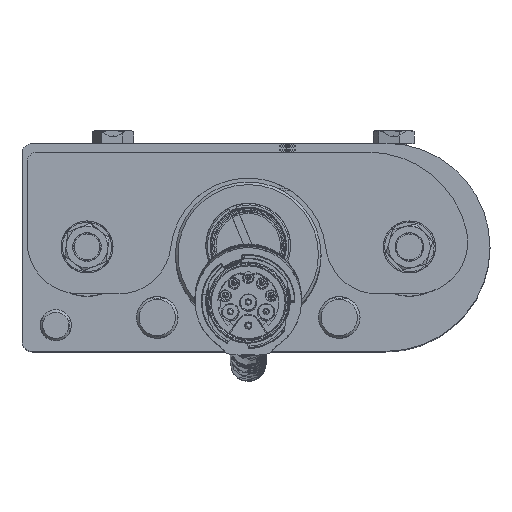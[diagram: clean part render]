
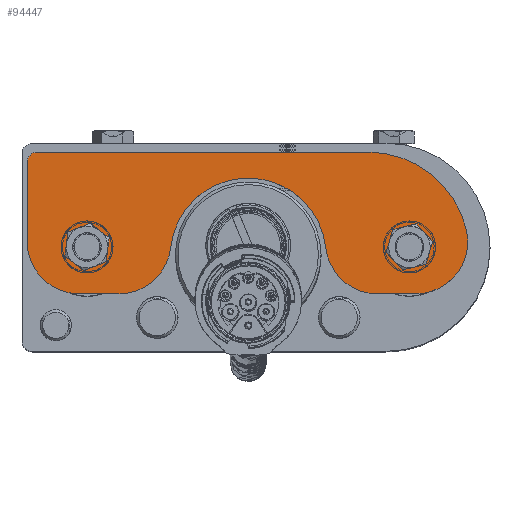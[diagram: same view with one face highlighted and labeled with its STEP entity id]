
A CAD part, top view. The second image highlights one B-rep face of the part: STEP entity #94447.
In plain terms, the highlighted face is planar.
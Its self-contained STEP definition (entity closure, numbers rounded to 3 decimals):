
#562 = CARTESIAN_POINT ( 'NONE',  ( 42.5, 16.25, -2.5 ) ) ;
#868 = VERTEX_POINT ( 'NONE', #48107 ) ;
#1985 = DIRECTION ( 'NONE',  ( 0., 0., 1. ) ) ;
#2600 = AXIS2_PLACEMENT_3D ( 'NONE', #67998, #38060, #14533 ) ;
#3018 = AXIS2_PLACEMENT_3D ( 'NONE', #6728, #37230, #78930 ) ;
#4205 = CIRCLE ( 'NONE', #2600, 2.75 ) ;
#4305 = VERTEX_POINT ( 'NONE', #37890 ) ;
#6728 = CARTESIAN_POINT ( 'NONE',  ( 0., -1.75, -2.5 ) ) ;
#8175 = VECTOR ( 'NONE', #72055, 1000. ) ;
#9205 = ORIENTED_EDGE ( 'NONE', *, *, #64382, .T. ) ;
#9240 = DIRECTION ( 'NONE',  ( 1., 0., 0. ) ) ;
#10554 = VERTEX_POINT ( 'NONE', #79966 ) ;
#11216 = CARTESIAN_POINT ( 'NONE',  ( 42.5, 18.25, -2.5 ) ) ;
#12408 = CARTESIAN_POINT ( 'NONE',  ( 32.5, 1., -2.5 ) ) ;
#12551 = CIRCLE ( 'NONE', #3018, 15. ) ;
#13818 = CARTESIAN_POINT ( 'NONE',  ( 32.5, -9., -2.5 ) ) ;
#14533 = DIRECTION ( 'NONE',  ( 1., 0., 0. ) ) ;
#17191 = ORIENTED_EDGE ( 'NONE', *, *, #92867, .F. ) ;
#17451 = FACE_BOUND ( 'NONE', #98798, .T. ) ;
#17879 = EDGE_CURVE ( 'NONE', #77290, #868, #12551, .T. ) ;
#18057 = CARTESIAN_POINT ( 'NONE',  ( -42.5, 18.25, -2.5 ) ) ;
#19191 = CARTESIAN_POINT ( 'NONE',  ( -31., 0., -2.5 ) ) ;
#23600 = CARTESIAN_POINT ( 'NONE',  ( 42.5, 1., -2.5 ) ) ;
#25691 = CARTESIAN_POINT ( 'NONE',  ( -32.23, 1., -2.5 ) ) ;
#25730 = DIRECTION ( 'NONE',  ( 1., 0., 0. ) ) ;
#26171 = CARTESIAN_POINT ( 'NONE',  ( -42.5, -9., -2.5 ) ) ;
#26411 = VERTEX_POINT ( 'NONE', #41288 ) ;
#26495 = DIRECTION ( 'NONE',  ( 1., 0., 0. ) ) ;
#26811 = CARTESIAN_POINT ( 'NONE',  ( -41.945, 3.368, -2.5 ) ) ;
#26951 = PLANE ( 'NONE',  #45026 ) ;
#29235 = AXIS2_PLACEMENT_3D ( 'NONE', #55435, #31963, #62426 ) ;
#29652 = DIRECTION ( 'NONE',  ( 1., 0., 0. ) ) ;
#31940 = CIRCLE ( 'NONE', #95745, 10. ) ;
#31963 = DIRECTION ( 'NONE',  ( 0., 0., -1. ) ) ;
#32476 = DIRECTION ( 'NONE',  ( 1., 0., 0. ) ) ;
#32851 = VECTOR ( 'NONE', #66161, 1000. ) ;
#33477 = CARTESIAN_POINT ( 'NONE',  ( 0., 0., -2.5 ) ) ;
#34108 = CARTESIAN_POINT ( 'NONE',  ( 40.5, 16.25, -2.5 ) ) ;
#34689 = LINE ( 'NONE', #95570, #53081 ) ;
#36824 = ORIENTED_EDGE ( 'NONE', *, *, #88841, .T. ) ;
#37230 = DIRECTION ( 'NONE',  ( 0., 0., 1. ) ) ;
#37808 = CIRCLE ( 'NONE', #93551, 10. ) ;
#37890 = CARTESIAN_POINT ( 'NONE',  ( -24.848, -9., -2.5 ) ) ;
#38060 = DIRECTION ( 'NONE',  ( 0., 0., 1. ) ) ;
#38313 = AXIS2_PLACEMENT_3D ( 'NONE', #25691, #54727, #9240 ) ;
#39704 = VERTEX_POINT ( 'NONE', #53222 ) ;
#39759 = EDGE_LOOP ( 'NONE', ( #96101, #57649, #70771, #96311, #65115, #36824, #80488, #93723, #17191, #79322, #86816 ) ) ;
#40461 = CIRCLE ( 'NONE', #29235, 19.5 ) ;
#41042 = VERTEX_POINT ( 'NONE', #82036 ) ;
#41288 = CARTESIAN_POINT ( 'NONE',  ( 24.848, -9., -2.5 ) ) ;
#42519 = EDGE_CURVE ( 'NONE', #44322, #44322, #4205, .T. ) ;
#42720 = LINE ( 'NONE', #11216, #32851 ) ;
#43538 = EDGE_CURVE ( 'NONE', #868, #4305, #37808, .T. ) ;
#44322 = VERTEX_POINT ( 'NONE', #45303 ) ;
#45026 = AXIS2_PLACEMENT_3D ( 'NONE', #33477, #1985, #32476 ) ;
#45303 = CARTESIAN_POINT ( 'NONE',  ( 33.75, 0., -2.5 ) ) ;
#47975 = FACE_OUTER_BOUND ( 'NONE', #39759, .T. ) ;
#48059 = AXIS2_PLACEMENT_3D ( 'NONE', #34108, #86490, #95478 ) ;
#48107 = CARTESIAN_POINT ( 'NONE',  ( -14.909, -0.1, -2.5 ) ) ;
#48532 = CARTESIAN_POINT ( 'NONE',  ( -24.848, 1., -2.5 ) ) ;
#49467 = DIRECTION ( 'NONE',  ( 0., 0., -1. ) ) ;
#49601 = LINE ( 'NONE', #18057, #8175 ) ;
#53081 = VECTOR ( 'NONE', #92251, 1000. ) ;
#53222 = CARTESIAN_POINT ( 'NONE',  ( -32.23, -9., -2.5 ) ) ;
#54030 = EDGE_CURVE ( 'NONE', #70787, #85228, #75199, .T. ) ;
#54117 = EDGE_CURVE ( 'NONE', #70787, #41042, #49601, .T. ) ;
#54727 = DIRECTION ( 'NONE',  ( 0., 0., -1. ) ) ;
#55435 = CARTESIAN_POINT ( 'NONE',  ( -23., -1.25, -2.5 ) ) ;
#57649 = ORIENTED_EDGE ( 'NONE', *, *, #54030, .T. ) ;
#59771 = VERTEX_POINT ( 'NONE', #26811 ) ;
#62306 = EDGE_CURVE ( 'NONE', #62710, #85228, #42720, .T. ) ;
#62426 = DIRECTION ( 'NONE',  ( 1., 0., 0. ) ) ;
#62710 = VERTEX_POINT ( 'NONE', #23600 ) ;
#64382 = EDGE_CURVE ( 'NONE', #10554, #10554, #92025, .T. ) ;
#65115 = ORIENTED_EDGE ( 'NONE', *, *, #65926, .F. ) ;
#65412 = VERTEX_POINT ( 'NONE', #13818 ) ;
#65926 = EDGE_CURVE ( 'NONE', #26411, #65412, #96084, .T. ) ;
#66161 = DIRECTION ( 'NONE',  ( 0., 1., 0. ) ) ;
#66968 = EDGE_LOOP ( 'NONE', ( #9205 ) ) ;
#67998 = CARTESIAN_POINT ( 'NONE',  ( 31., 0., -2.5 ) ) ;
#70771 = ORIENTED_EDGE ( 'NONE', *, *, #62306, .F. ) ;
#70787 = VERTEX_POINT ( 'NONE', #80770 ) ;
#72055 = DIRECTION ( 'NONE',  ( -1., 0., 0. ) ) ;
#74875 = ORIENTED_EDGE ( 'NONE', *, *, #42519, .T. ) ;
#75199 = CIRCLE ( 'NONE', #48059, 2. ) ;
#77290 = VERTEX_POINT ( 'NONE', #89071 ) ;
#78930 = DIRECTION ( 'NONE',  ( 1., 0., 0. ) ) ;
#78975 = EDGE_CURVE ( 'NONE', #59771, #41042, #40461, .T. ) ;
#79322 = ORIENTED_EDGE ( 'NONE', *, *, #88420, .T. ) ;
#79856 = DIRECTION ( 'NONE',  ( 1., 0., 0. ) ) ;
#79925 = DIRECTION ( 'NONE',  ( 0., 0., -1. ) ) ;
#79966 = CARTESIAN_POINT ( 'NONE',  ( -28.25, 0., -2.5 ) ) ;
#80488 = ORIENTED_EDGE ( 'NONE', *, *, #17879, .T. ) ;
#80770 = CARTESIAN_POINT ( 'NONE',  ( 40.5, 18.25, -2.5 ) ) ;
#81985 = CIRCLE ( 'NONE', #94716, 10. ) ;
#82036 = CARTESIAN_POINT ( 'NONE',  ( -23., 18.25, -2.5 ) ) ;
#82117 = DIRECTION ( 'NONE',  ( 0., 0., -1. ) ) ;
#84058 = AXIS2_PLACEMENT_3D ( 'NONE', #19191, #86654, #25730 ) ;
#85228 = VERTEX_POINT ( 'NONE', #562 ) ;
#86081 = CIRCLE ( 'NONE', #38313, 10. ) ;
#86490 = DIRECTION ( 'NONE',  ( 0., 0., -1. ) ) ;
#86654 = DIRECTION ( 'NONE',  ( 0., 0., 1. ) ) ;
#86816 = ORIENTED_EDGE ( 'NONE', *, *, #78975, .T. ) ;
#88088 = DIRECTION ( 'NONE',  ( 1., 0., 0. ) ) ;
#88420 = EDGE_CURVE ( 'NONE', #39704, #59771, #86081, .T. ) ;
#88841 = EDGE_CURVE ( 'NONE', #26411, #77290, #31940, .T. ) ;
#89071 = CARTESIAN_POINT ( 'NONE',  ( 14.909, -0.1, -2.5 ) ) ;
#92025 = CIRCLE ( 'NONE', #84058, 2.75 ) ;
#92251 = DIRECTION ( 'NONE',  ( 1., 0., 0. ) ) ;
#92867 = EDGE_CURVE ( 'NONE', #39704, #4305, #34689, .T. ) ;
#93551 = AXIS2_PLACEMENT_3D ( 'NONE', #48532, #79925, #26495 ) ;
#93723 = ORIENTED_EDGE ( 'NONE', *, *, #43538, .T. ) ;
#93855 = FACE_BOUND ( 'NONE', #66968, .T. ) ;
#94447 = ADVANCED_FACE ( 'NONE', ( #93855, #17451, #47975 ), #26951, .F. ) ;
#94716 = AXIS2_PLACEMENT_3D ( 'NONE', #12408, #49467, #79856 ) ;
#95321 = VECTOR ( 'NONE', #88088, 1000. ) ;
#95478 = DIRECTION ( 'NONE',  ( 1., 0., 0. ) ) ;
#95570 = CARTESIAN_POINT ( 'NONE',  ( -42.5, -9., -2.5 ) ) ;
#95745 = AXIS2_PLACEMENT_3D ( 'NONE', #98066, #82117, #29652 ) ;
#96084 = LINE ( 'NONE', #26171, #95321 ) ;
#96101 = ORIENTED_EDGE ( 'NONE', *, *, #54117, .F. ) ;
#96311 = ORIENTED_EDGE ( 'NONE', *, *, #98503, .T. ) ;
#98066 = CARTESIAN_POINT ( 'NONE',  ( 24.848, 1., -2.5 ) ) ;
#98503 = EDGE_CURVE ( 'NONE', #62710, #65412, #81985, .T. ) ;
#98798 = EDGE_LOOP ( 'NONE', ( #74875 ) ) ;
